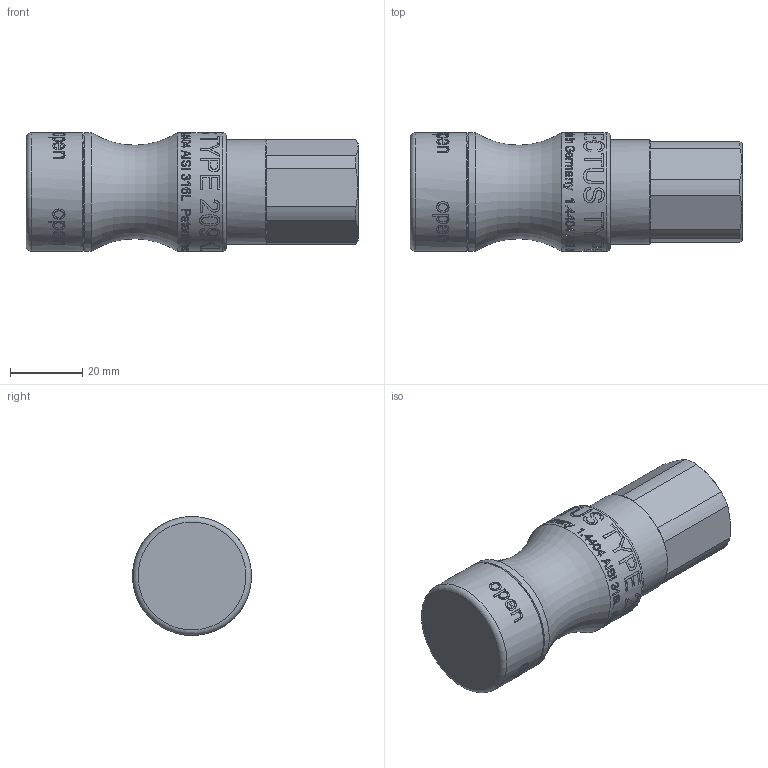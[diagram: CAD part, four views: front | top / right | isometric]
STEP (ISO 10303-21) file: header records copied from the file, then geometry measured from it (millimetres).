
FILE_DESCRIPTION((''),'2;1');
FILE_NAME('209kliw21eex.stp','2014-04-24T13:45:23',('IA176480'),(''),'Autodesk Inventor 2013','Autodesk Inventor 2013','');
FILE_SCHEMA(('AUTOMOTIVE_DESIGN { 1 0 10303 214 1 1 1 1 }'));
Length unit declared in the file: millimetre
Products named in the file (1): D108680
Bounding box: 92.2 x 33 x 33 mm (x, y, z)
Volume: 56161.6 mm3; surface area: 18827.2 mm2
Topology: 1 solids, 5 shells, 1037 faces, 2737 edges, 1811 vertices
Faces by surface type: bspline 498, plane 380, cylinder 127, cone 21, torus 11
Full cylindrical faces by diameter (mm): 18.631 x1, 24.707 x4, 25 x2, 25.55 x1, 26.8 x1, 26.9 x1, 27.4 x1, 27.5 x1, 29 x1, 29.2 x1, 30 x2, 30.5 x1, 31.4 x1, 33 x3
Entity records: 155390 total; most frequent: CARTESIAN_POINT 132802, ORIENTED_EDGE 5342, DIRECTION 2701, EDGE_CURVE 2671, VERTEX_POINT 1794, B_SPLINE_CURVE_WITH_KNOTS 1319, EDGE_LOOP 1195, VECTOR 1059
